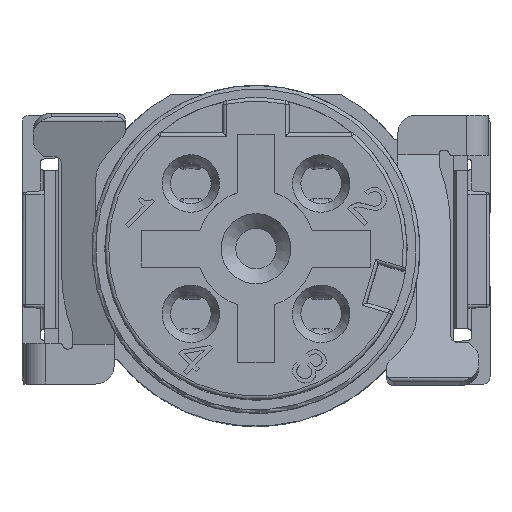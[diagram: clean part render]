
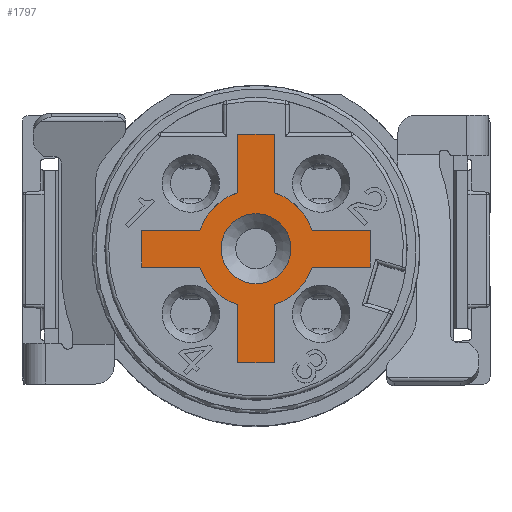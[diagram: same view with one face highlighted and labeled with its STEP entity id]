
A CAD part, top view. The second image highlights one B-rep face of the part: STEP entity #1797.
In plain terms, the highlighted planar face has unit normal (0, 0, 1).
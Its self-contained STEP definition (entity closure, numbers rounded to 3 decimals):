
#842=FACE_BOUND('',#3925,.T.);
#843=FACE_BOUND('',#3926,.T.);
#1797=ADVANCED_FACE('',(#842,#843),#2378,.F.);
#2378=PLANE('',#16582);
#3925=EDGE_LOOP('',(#8089));
#3926=EDGE_LOOP('',(#8090,#8091,#8092,#8093,#8094,#8095,#8096,#8097,#8098,
#8099,#8100,#8101,#8102,#8103,#8104,#8105));
#4581=CIRCLE('',#16577,0.95);
#4582=CIRCLE('',#16578,1.6);
#4583=CIRCLE('',#16579,1.6);
#4584=CIRCLE('',#16580,1.6);
#4585=CIRCLE('',#16581,1.6);
#8089=ORIENTED_EDGE('',*,*,#12345,.F.);
#8090=ORIENTED_EDGE('',*,*,#12346,.F.);
#8091=ORIENTED_EDGE('',*,*,#12347,.T.);
#8092=ORIENTED_EDGE('',*,*,#12348,.T.);
#8093=ORIENTED_EDGE('',*,*,#12349,.T.);
#8094=ORIENTED_EDGE('',*,*,#12350,.T.);
#8095=ORIENTED_EDGE('',*,*,#12351,.T.);
#8096=ORIENTED_EDGE('',*,*,#12352,.T.);
#8097=ORIENTED_EDGE('',*,*,#12353,.T.);
#8098=ORIENTED_EDGE('',*,*,#12354,.T.);
#8099=ORIENTED_EDGE('',*,*,#12355,.T.);
#8100=ORIENTED_EDGE('',*,*,#12356,.T.);
#8101=ORIENTED_EDGE('',*,*,#12357,.T.);
#8102=ORIENTED_EDGE('',*,*,#12358,.T.);
#8103=ORIENTED_EDGE('',*,*,#12359,.T.);
#8104=ORIENTED_EDGE('',*,*,#12360,.T.);
#8105=ORIENTED_EDGE('',*,*,#12342,.T.);
#10403=VERTEX_POINT('',#26579);
#10405=VERTEX_POINT('',#26582);
#10407=VERTEX_POINT('',#26588);
#10408=VERTEX_POINT('',#26590);
#10409=VERTEX_POINT('',#26592);
#10410=VERTEX_POINT('',#26594);
#10411=VERTEX_POINT('',#26596);
#10412=VERTEX_POINT('',#26598);
#10413=VERTEX_POINT('',#26600);
#10414=VERTEX_POINT('',#26602);
#10415=VERTEX_POINT('',#26604);
#10416=VERTEX_POINT('',#26606);
#10417=VERTEX_POINT('',#26608);
#10418=VERTEX_POINT('',#26610);
#10419=VERTEX_POINT('',#26612);
#10420=VERTEX_POINT('',#26614);
#10421=VERTEX_POINT('',#26616);
#12342=EDGE_CURVE('',#10405,#10403,#13911,.T.);
#12345=EDGE_CURVE('',#10407,#10407,#4581,.T.);
#12346=EDGE_CURVE('',#10408,#10403,#13914,.T.);
#12347=EDGE_CURVE('',#10408,#10409,#13915,.T.);
#12348=EDGE_CURVE('',#10409,#10410,#4582,.T.);
#12349=EDGE_CURVE('',#10410,#10411,#13916,.T.);
#12350=EDGE_CURVE('',#10411,#10412,#13917,.T.);
#12351=EDGE_CURVE('',#10412,#10413,#13918,.T.);
#12352=EDGE_CURVE('',#10413,#10414,#4583,.T.);
#12353=EDGE_CURVE('',#10414,#10415,#13919,.T.);
#12354=EDGE_CURVE('',#10415,#10416,#13920,.T.);
#12355=EDGE_CURVE('',#10416,#10417,#13921,.T.);
#12356=EDGE_CURVE('',#10417,#10418,#4584,.T.);
#12357=EDGE_CURVE('',#10418,#10419,#13922,.T.);
#12358=EDGE_CURVE('',#10419,#10420,#13923,.T.);
#12359=EDGE_CURVE('',#10420,#10421,#13924,.T.);
#12360=EDGE_CURVE('',#10421,#10405,#4585,.T.);
#13911=LINE('',#26581,#15236);
#13914=LINE('',#26589,#15239);
#13915=LINE('',#26591,#15240);
#13916=LINE('',#26595,#15241);
#13917=LINE('',#26597,#15242);
#13918=LINE('',#26599,#15243);
#13919=LINE('',#26603,#15244);
#13920=LINE('',#26605,#15245);
#13921=LINE('',#26607,#15246);
#13922=LINE('',#26611,#15247);
#13923=LINE('',#26613,#15248);
#13924=LINE('',#26615,#15249);
#15236=VECTOR('',#19691,1.);
#15239=VECTOR('',#19698,1.);
#15240=VECTOR('',#19699,1.);
#15241=VECTOR('',#19702,1.);
#15242=VECTOR('',#19703,1.);
#15243=VECTOR('',#19704,1.);
#15244=VECTOR('',#19707,1.);
#15245=VECTOR('',#19708,1.);
#15246=VECTOR('',#19709,1.);
#15247=VECTOR('',#19712,1.);
#15248=VECTOR('',#19713,1.);
#15249=VECTOR('',#19714,1.);
#16577=AXIS2_PLACEMENT_3D('',#26587,#19696,#19697);
#16578=AXIS2_PLACEMENT_3D('',#26593,#19700,#19701);
#16579=AXIS2_PLACEMENT_3D('',#26601,#19705,#19706);
#16580=AXIS2_PLACEMENT_3D('',#26609,#19710,#19711);
#16581=AXIS2_PLACEMENT_3D('',#26617,#19715,#19716);
#16582=AXIS2_PLACEMENT_3D('',#26618,#19717,#19718);
#19691=DIRECTION('',(0.,1.,0.));
#19696=DIRECTION('',(0.,0.,1.));
#19697=DIRECTION('',(0.707,-0.707,0.));
#19698=DIRECTION('',(1.,0.,0.));
#19699=DIRECTION('',(0.,-1.,0.));
#19700=DIRECTION('',(0.,0.,1.));
#19701=DIRECTION('',(0.707,-0.707,0.));
#19702=DIRECTION('',(-1.,0.,0.));
#19703=DIRECTION('',(0.,-1.,0.));
#19704=DIRECTION('',(1.,0.,0.));
#19705=DIRECTION('',(0.,0.,1.));
#19706=DIRECTION('',(0.707,-0.707,0.));
#19707=DIRECTION('',(0.,-1.,0.));
#19708=DIRECTION('',(1.,0.,0.));
#19709=DIRECTION('',(0.,1.,0.));
#19710=DIRECTION('',(0.,0.,1.));
#19711=DIRECTION('',(0.707,-0.707,0.));
#19712=DIRECTION('',(1.,0.,0.));
#19713=DIRECTION('',(0.,1.,0.));
#19714=DIRECTION('',(-1.,0.,0.));
#19715=DIRECTION('',(0.,0.,1.));
#19716=DIRECTION('',(0.707,-0.707,0.));
#19717=DIRECTION('',(0.,0.,-1.));
#19718=DIRECTION('',(-0.707,0.707,0.));
#26579=CARTESIAN_POINT('',(8.,10.95,18.1));
#26581=CARTESIAN_POINT('',(8.,9.225,18.1));
#26582=CARTESIAN_POINT('',(8.,9.37,18.1));
#26587=CARTESIAN_POINT('',(7.5,7.85,18.1));
#26588=CARTESIAN_POINT('',(8.172,7.178,18.1));
#26589=CARTESIAN_POINT('',(7.,10.95,18.1));
#26590=CARTESIAN_POINT('',(7.,10.95,18.1));
#26591=CARTESIAN_POINT('',(7.,7.77,18.1));
#26592=CARTESIAN_POINT('',(7.,9.37,18.1));
#26593=CARTESIAN_POINT('',(7.5,7.85,18.1));
#26594=CARTESIAN_POINT('',(5.98,8.35,18.1));
#26595=CARTESIAN_POINT('',(6.125,8.35,18.1));
#26596=CARTESIAN_POINT('',(4.4,8.35,18.1));
#26597=CARTESIAN_POINT('',(4.4,8.45,18.1));
#26598=CARTESIAN_POINT('',(4.4,7.35,18.1));
#26599=CARTESIAN_POINT('',(4.125,7.35,18.1));
#26600=CARTESIAN_POINT('',(5.98,7.35,18.1));
#26601=CARTESIAN_POINT('',(7.5,7.85,18.1));
#26602=CARTESIAN_POINT('',(7.,6.33,18.1));
#26603=CARTESIAN_POINT('',(7.,6.475,18.1));
#26604=CARTESIAN_POINT('',(7.,4.75,18.1));
#26605=CARTESIAN_POINT('',(6.9,4.75,18.1));
#26606=CARTESIAN_POINT('',(8.,4.75,18.1));
#26607=CARTESIAN_POINT('',(8.,7.77,18.1));
#26608=CARTESIAN_POINT('',(8.,6.33,18.1));
#26609=CARTESIAN_POINT('',(7.5,7.85,18.1));
#26610=CARTESIAN_POINT('',(9.02,7.35,18.1));
#26611=CARTESIAN_POINT('',(7.58,7.35,18.1));
#26612=CARTESIAN_POINT('',(10.6,7.35,18.1));
#26613=CARTESIAN_POINT('',(10.6,7.25,18.1));
#26614=CARTESIAN_POINT('',(10.6,8.35,18.1));
#26615=CARTESIAN_POINT('',(7.58,8.35,18.1));
#26616=CARTESIAN_POINT('',(9.02,8.35,18.1));
#26617=CARTESIAN_POINT('',(7.5,7.85,18.1));
#26618=CARTESIAN_POINT('',(7.58,7.77,18.1));
